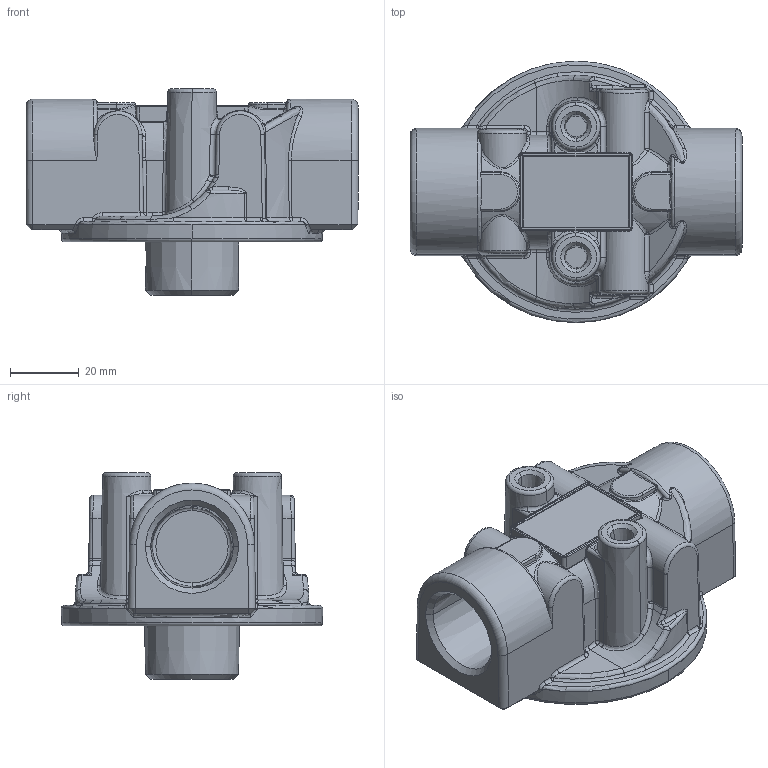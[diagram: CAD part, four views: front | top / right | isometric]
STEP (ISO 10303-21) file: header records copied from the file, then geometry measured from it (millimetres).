
FILE_DESCRIPTION(/* description */ ('Unknown'),/* implementation_level */ '2;1');
FILE_NAME(/* name */ 'OF.25000-001',/* time_stamp */ '2023-07-27T10:40:43+02:00',/* author */ ('Unknown'),/* organization */ ('Unknown'),/* preprocessor_version */ 'ST-DEVELOPER v18.102',/* originating_system */ 'Solid Edge',/* authorisation */ 'Unknown');
FILE_SCHEMA (('AUTOMOTIVE_DESIGN {1 0 10303 214 3 1 1}'));
Length unit declared in the file: millimetre
Products named in the file (2): 372_T05-01; TESTINA-T05
Assembly tree (1 placements, depth 2):
  372_T05-01
    TESTINA-T05
Bounding box: 96.5 x 76 x 60 mm (x, y, z)
Volume: 92664 mm3; surface area: 35301.1 mm2
Topology: 1 solids, 1 shells, 566 faces, 1302 edges, 744 vertices
Faces by surface type: cylinder 153, bspline 131, torus 110, plane 92, cone 52, sphere 28
Entity records: 25168 total; most frequent: CARTESIAN_POINT 14338, ORIENTED_EDGE 2604, DIRECTION 1692, EDGE_CURVE 1302, B_SPLINE_CURVE_WITH_KNOTS 755, VERTEX_POINT 744, AXIS2_PLACEMENT_3D 708, EDGE_LOOP 576
